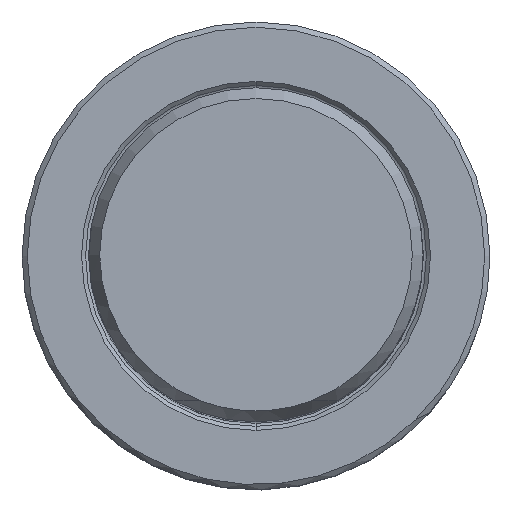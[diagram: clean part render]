
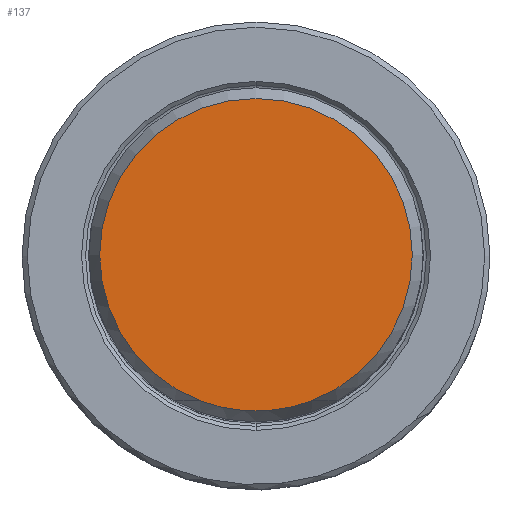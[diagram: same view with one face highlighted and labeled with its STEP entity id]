
A CAD part, top view. The second image highlights one B-rep face of the part: STEP entity #137.
In plain terms, the highlighted planar face has unit normal (0, 0, 1).
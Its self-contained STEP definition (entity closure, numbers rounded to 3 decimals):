
#40=PLANE('',#1252);
#137=ADVANCED_FACE('',(#221),#40,.F.);
#221=FACE_OUTER_BOUND('',#285,.T.);
#285=EDGE_LOOP('',(#461,#462,#463,#464));
#461=ORIENTED_EDGE('',*,*,#764,.F.);
#462=ORIENTED_EDGE('',*,*,#765,.F.);
#463=ORIENTED_EDGE('',*,*,#766,.F.);
#464=ORIENTED_EDGE('',*,*,#767,.F.);
#645=VERTEX_POINT('',#2713);
#646=VERTEX_POINT('',#2714);
#647=VERTEX_POINT('',#2716);
#648=VERTEX_POINT('',#2718);
#764=EDGE_CURVE('',#645,#646,#930,.T.);
#765=EDGE_CURVE('',#647,#645,#931,.T.);
#766=EDGE_CURVE('',#648,#647,#932,.T.);
#767=EDGE_CURVE('',#646,#648,#933,.T.);
#930=CIRCLE('',#1248,14.847);
#931=CIRCLE('',#1249,14.847);
#932=CIRCLE('',#1250,14.847);
#933=CIRCLE('',#1251,14.847);
#1248=AXIS2_PLACEMENT_3D('',#2712,#1509,#1510);
#1249=AXIS2_PLACEMENT_3D('',#2715,#1511,#1512);
#1250=AXIS2_PLACEMENT_3D('',#2717,#1513,#1514);
#1251=AXIS2_PLACEMENT_3D('',#2719,#1515,#1516);
#1252=AXIS2_PLACEMENT_3D('',#2720,#1517,#1518);
#1509=DIRECTION('',(0.,0.,-1.));
#1510=DIRECTION('',(0.356,-0.935,0.));
#1511=DIRECTION('',(0.,0.,-1.));
#1512=DIRECTION('',(1.,0.,0.));
#1513=DIRECTION('',(0.,0.,-1.));
#1514=DIRECTION('',(-1.,0.,0.));
#1515=DIRECTION('',(0.,0.,-1.));
#1516=DIRECTION('',(-0.356,-0.935,0.));
#1517=DIRECTION('',(0.,0.,-1.));
#1518=DIRECTION('',(-1.,0.,0.));
#2712=CARTESIAN_POINT('',(0.,0.,60.33));
#2713=CARTESIAN_POINT('',(5.284,-13.875,60.33));
#2714=CARTESIAN_POINT('',(-5.284,-13.875,60.33));
#2715=CARTESIAN_POINT('',(0.,0.,60.33));
#2716=CARTESIAN_POINT('',(14.847,0.,60.33));
#2717=CARTESIAN_POINT('',(0.,0.,60.33));
#2718=CARTESIAN_POINT('',(-14.847,0.,60.33));
#2719=CARTESIAN_POINT('',(0.,0.,60.33));
#2720=CARTESIAN_POINT('',(0.,0.,60.33));
